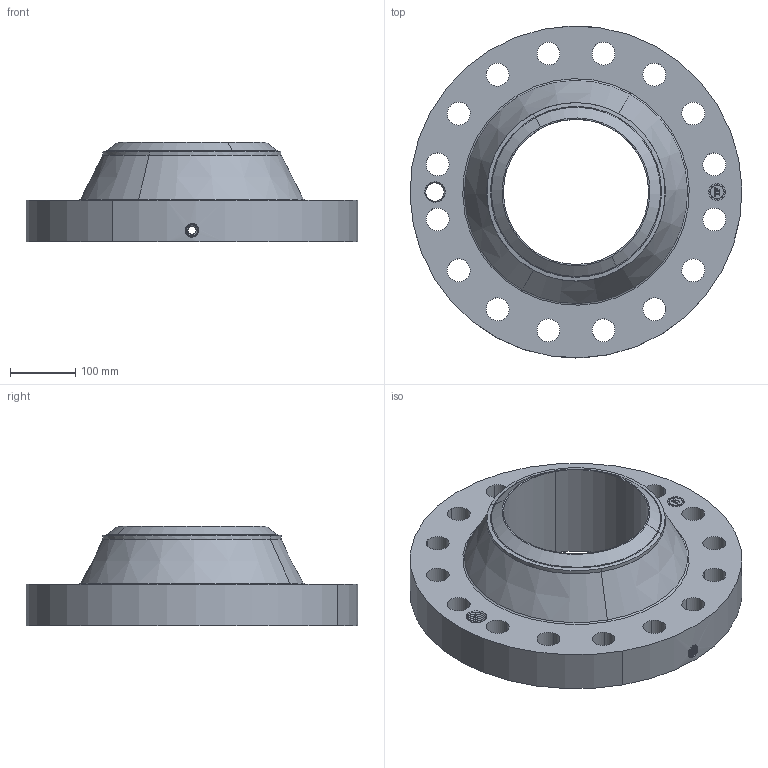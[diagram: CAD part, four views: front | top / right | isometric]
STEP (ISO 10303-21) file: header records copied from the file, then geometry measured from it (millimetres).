
FILE_DESCRIPTION(('3D STEP'),'2;1');
FILE_NAME('10-600-FF-WELD-NECK-140-ORIF-FLANGE.stp','2013-10-27T03:30:22+00:00',('Texas Flange'),(''),'CATIA Version 5 Release 20 SP 6 (IN-10)','CATIA V5 STEP AP214','800-826-3801');
FILE_SCHEMA(('AUTOMOTIVE_DESIGN { 1 0 10303 214 1 1 1 1 }'));
Length unit declared in the file: inch
Products named in the file (1): 10-600-FF-WELD-NECK-140-ORIF-FLANGE
Bounding box: 507.86 x 508 x 152.4 mm (x, y, z)
Volume: 12053830.7 mm3; surface area: 686118.4 mm2
Topology: 1 solids, 1 shells, 803 faces, 2183 edges, 1400 vertices
Faces by surface type: plane 368, bspline 262, cylinder 113, cone 52, torus 4, revolution 4
Entity records: 33727 total; most frequent: CARTESIAN_POINT 13850, ORIENTED_EDGE 4366, EDGE_CURVE 2183, DIRECTION 2143, VERTEX_POINT 1400, VECTOR 1204, LINE 1204, EDGE_LOOP 861
